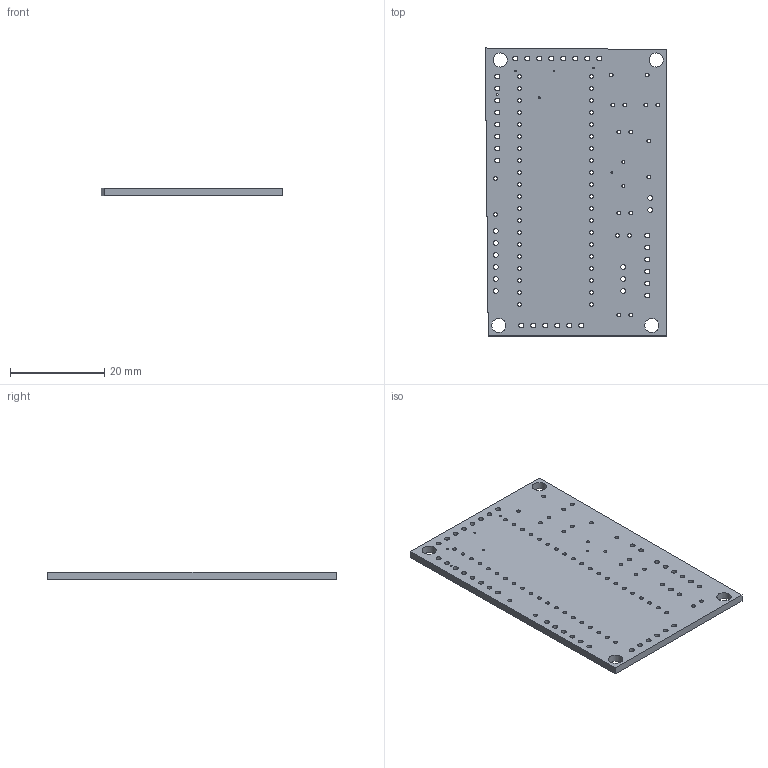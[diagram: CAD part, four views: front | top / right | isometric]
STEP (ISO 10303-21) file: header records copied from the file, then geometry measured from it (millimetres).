
FILE_DESCRIPTION(('for SolidWorks'),'2;1');
FILE_NAME( '__wctmp.step', '2024-12-05T14:36:40',('murat'),(''),'Open CASCADE STEP processor 6.6' ,'DipTrace','Unknown');
FILE_SCHEMA(('AUTOMOTIVE_DESIGN { 1 0 10303 214 1 1 1 1 }'));
Length unit declared in the file: millimetre
Products named in the file (2): PCB___wctmp; Board___wctmp
Assembly tree (1 placements, depth 2):
  PCB___wctmp
    Board___wctmp
Bounding box: 38.42 x 60.96 x 1.59 mm (x, y, z)
Volume: 3537.1 mm3; surface area: 5276 mm2
Topology: 1 solids, 1 shells, 115 faces, 339 edges, 226 vertices
Faces by surface type: cylinder 109, plane 6
Full cylindrical faces by diameter (mm): 0.4 x6, 0.61 x2, 0.813 x58, 1.016 x39, 3 x4
Entity records: 4444 total; most frequent: DIRECTION 791, CARTESIAN_POINT 682, ORIENTED_EDGE 678, EDGE_CURVE 339, AXIS2_PLACEMENT_3D 335, FACE_BOUND 333, EDGE_LOOP 333, VERTEX_POINT 226
